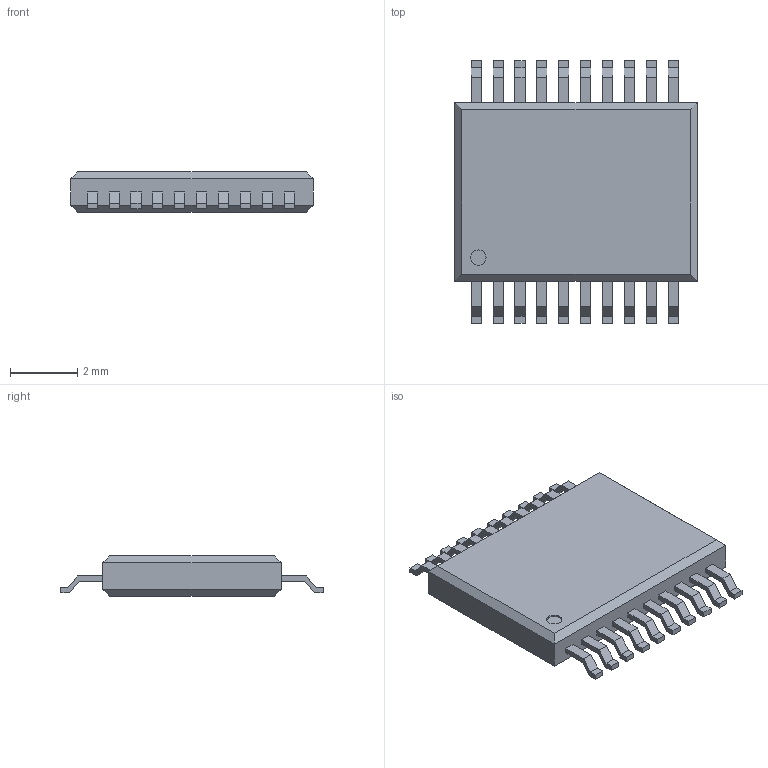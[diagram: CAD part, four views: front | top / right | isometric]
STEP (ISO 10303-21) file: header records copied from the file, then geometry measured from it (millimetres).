
FILE_DESCRIPTION(('FreeCAD Model'),'2;1');
FILE_NAME('SOIC-20-5_3.step','2016-09-28T13:41:20',('') ,(''),'Open CASCADE STEP processor 6.8','FreeCAD','Unknown');
FILE_SCHEMA(('AUTOMOTIVE_DESIGN_CC2 { 1 2 10303 214 -1 1 5 4 }'));
Length unit declared in the file: millimetre
Products named in the file (2): ASSEMBLY; SOIC-20-5_3
Assembly tree (1 placements, depth 2):
  ASSEMBLY
    SOIC-20-5_3
Bounding box: 7.2 x 7.8 x 1.2 mm (x, y, z)
Volume: 46.1 mm3; surface area: 125.9 mm2
Topology: 1 solids, 1 shells, 196 faces, 511 edges, 338 vertices
Faces by surface type: plane 195, cylinder 1
Full cylindrical faces by diameter (mm): 0.453 x1
Entity records: 13922 total; most frequent: CARTESIAN_POINT 2075, DIRECTION 1930, LINE 1529, VECTOR 1529, ORIENTED_EDGE 1022, PCURVE 1022, DEFINITIONAL_REPRESENTATION 1022, EDGE_CURVE 511
